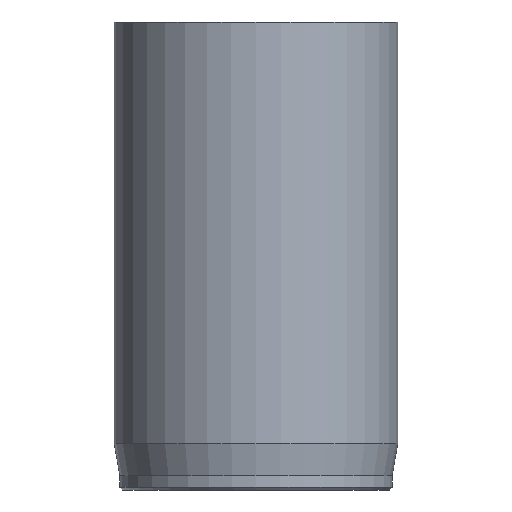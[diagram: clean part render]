
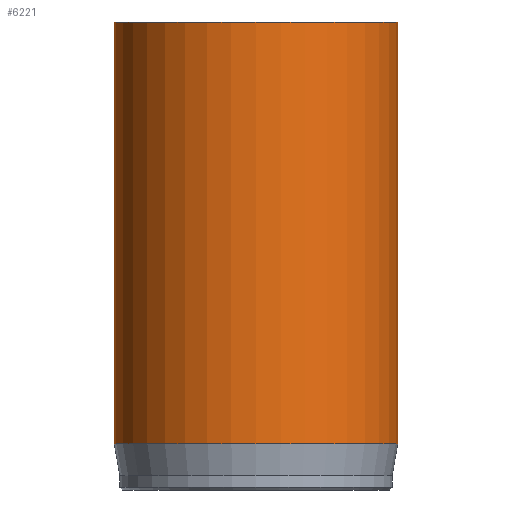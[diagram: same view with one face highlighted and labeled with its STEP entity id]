
A CAD part, front view. The second image highlights one B-rep face of the part: STEP entity #6221.
In plain terms, the highlighted cylindrical face has radius 10 mm (diameter 20 mm), a full revolution.
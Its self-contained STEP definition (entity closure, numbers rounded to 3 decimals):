
#32=CYLINDRICAL_SURFACE('',#6455,10.);
#47=CIRCLE('',#6422,10.);
#63=CIRCLE('',#6453,10.);
#64=CIRCLE('',#6454,10.);
#510=FACE_OUTER_BOUND('',#874,.T.);
#874=EDGE_LOOP('',(#5424,#5425,#5426,#5427,#5428));
#1335=LINE('',#11338,#1822);
#1822=VECTOR('',#7154,10.);
#2821=VERTEX_POINT('',#11277);
#2837=VERTEX_POINT('',#11332);
#2838=VERTEX_POINT('',#11333);
#3692=EDGE_CURVE('',#2821,#2821,#47,.T.);
#3716=EDGE_CURVE('',#2837,#2838,#63,.T.);
#3717=EDGE_CURVE('',#2838,#2837,#64,.T.);
#3719=EDGE_CURVE('',#2821,#2837,#1335,.T.);
#5424=ORIENTED_EDGE('',*,*,#3692,.T.);
#5425=ORIENTED_EDGE('',*,*,#3719,.T.);
#5426=ORIENTED_EDGE('',*,*,#3716,.T.);
#5427=ORIENTED_EDGE('',*,*,#3717,.T.);
#5428=ORIENTED_EDGE('',*,*,#3719,.F.);
#6221=ADVANCED_FACE('',(#510),#32,.T.);
#6422=AXIS2_PLACEMENT_3D('',#11278,#7077,#7078);
#6453=AXIS2_PLACEMENT_3D('',#11334,#7147,#7148);
#6454=AXIS2_PLACEMENT_3D('',#11335,#7149,#7150);
#6455=AXIS2_PLACEMENT_3D('',#11337,#7152,#7153);
#7077=DIRECTION('center_axis',(0.,0.,-1.));
#7078=DIRECTION('ref_axis',(-1.,0.,0.));
#7147=DIRECTION('center_axis',(0.,0.,1.));
#7148=DIRECTION('ref_axis',(-1.,0.,0.));
#7149=DIRECTION('center_axis',(0.,0.,1.));
#7150=DIRECTION('ref_axis',(-1.,0.,0.));
#7152=DIRECTION('center_axis',(0.,0.,1.));
#7153=DIRECTION('ref_axis',(-1.,0.,0.));
#7154=DIRECTION('',(0.,0.,-1.));
#11277=CARTESIAN_POINT('',(10.,0.,33.));
#11278=CARTESIAN_POINT('Origin',(0.,0.,33.));
#11332=CARTESIAN_POINT('',(10.,0.,3.269));
#11333=CARTESIAN_POINT('',(-10.,0.,3.269));
#11334=CARTESIAN_POINT('Origin',(0.,0.,3.269));
#11335=CARTESIAN_POINT('Origin',(0.,0.,3.269));
#11337=CARTESIAN_POINT('Origin',(0.,0.,0.));
#11338=CARTESIAN_POINT('',(10.,0.,0.));
